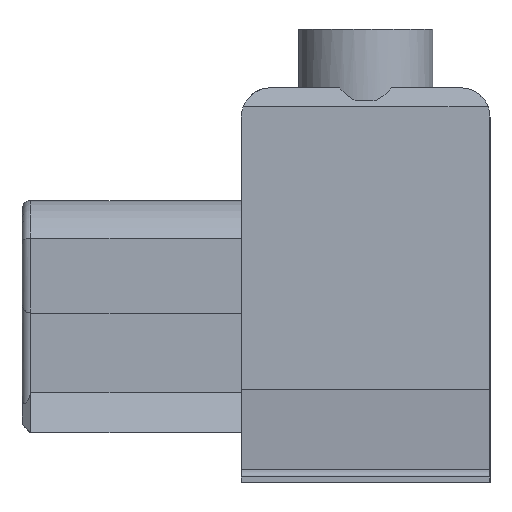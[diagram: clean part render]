
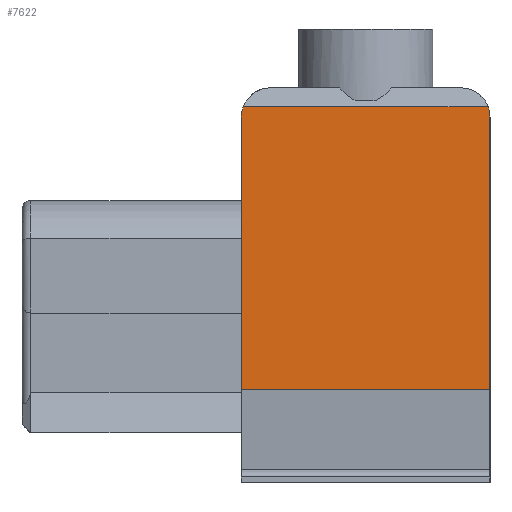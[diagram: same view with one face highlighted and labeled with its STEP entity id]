
A CAD part, left-side view. The second image highlights one B-rep face of the part: STEP entity #7622.
In plain terms, the highlighted planar face has unit normal (-1, 0, 0).
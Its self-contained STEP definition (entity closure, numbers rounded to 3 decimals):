
#258=CIRCLE('',#8018,1.);
#259=CIRCLE('',#8019,1.);
#747=ORIENTED_EDGE('',*,*,#2035,.F.);
#748=ORIENTED_EDGE('',*,*,#2356,.T.);
#749=ORIENTED_EDGE('',*,*,#2101,.T.);
#750=ORIENTED_EDGE('',*,*,#2357,.T.);
#751=ORIENTED_EDGE('',*,*,#2358,.F.);
#752=ORIENTED_EDGE('',*,*,#2359,.T.);
#2035=EDGE_CURVE('',#2854,#2855,#3378,.T.);
#2101=EDGE_CURVE('',#2921,#2920,#3434,.T.);
#2356=EDGE_CURVE('',#2854,#2921,#3626,.T.);
#2357=EDGE_CURVE('',#2920,#3144,#258,.T.);
#2358=EDGE_CURVE('',#3145,#3144,#3627,.T.);
#2359=EDGE_CURVE('',#3145,#2855,#259,.T.);
#2854=VERTEX_POINT('',#10165);
#2855=VERTEX_POINT('',#10167);
#2920=VERTEX_POINT('',#10298);
#2921=VERTEX_POINT('',#10300);
#3144=VERTEX_POINT('',#10823);
#3145=VERTEX_POINT('',#10825);
#3378=LINE('',#10166,#3983);
#3434=LINE('',#10299,#4039);
#3626=LINE('',#10821,#4231);
#3627=LINE('',#10824,#4232);
#3983=VECTOR('',#8486,1000.);
#4039=VECTOR('',#8564,1000.);
#4231=VECTOR('',#8970,1000.);
#4232=VECTOR('',#8973,1000.);
#4606=EDGE_LOOP('',(#747,#748,#749,#750,#751,#752));
#4939=FACE_BOUND('',#4606,.T.);
#5255=PLANE('',#8017);
#7622=ADVANCED_FACE('',(#4939),#5255,.T.);
#8017=AXIS2_PLACEMENT_3D('',#10820,#8968,#8969);
#8018=AXIS2_PLACEMENT_3D('',#10822,#8971,#8972);
#8019=AXIS2_PLACEMENT_3D('',#10826,#8974,#8975);
#8486=DIRECTION('',(0.,0.,1.));
#8564=DIRECTION('',(0.,0.,1.));
#8968=DIRECTION('',(-1.,0.,0.));
#8969=DIRECTION('',(0.,0.,1.));
#8970=DIRECTION('',(0.,-1.,0.));
#8971=DIRECTION('',(-1.,0.,0.));
#8972=DIRECTION('',(0.,0.,1.));
#8973=DIRECTION('',(0.,-1.,0.));
#8974=DIRECTION('',(-1.,0.,0.));
#8975=DIRECTION('',(0.,0.,1.));
#10165=CARTESIAN_POINT('',(-10.,4.25,-3.));
#10166=CARTESIAN_POINT('',(-10.,4.25,-6.2));
#10167=CARTESIAN_POINT('',(-10.,4.25,6.3));
#10298=CARTESIAN_POINT('',(-10.,-4.25,6.3));
#10299=CARTESIAN_POINT('',(-10.,-4.25,-6.2));
#10300=CARTESIAN_POINT('',(-10.,-4.25,-3.));
#10820=CARTESIAN_POINT('',(-10.,-4.25,-6.2));
#10821=CARTESIAN_POINT('',(-10.,22.623,-3.));
#10822=CARTESIAN_POINT('',(-10.,-3.25,6.3));
#10823=CARTESIAN_POINT('',(-10.,-4.187,6.65));
#10824=CARTESIAN_POINT('',(-10.,4.25,6.65));
#10825=CARTESIAN_POINT('',(-10.,4.187,6.65));
#10826=CARTESIAN_POINT('',(-10.,3.25,6.3));
